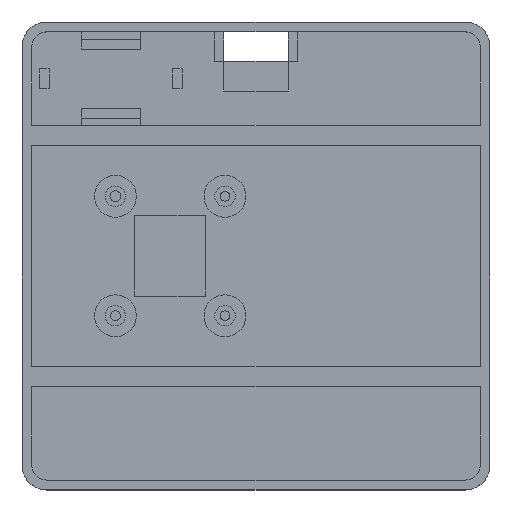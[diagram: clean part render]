
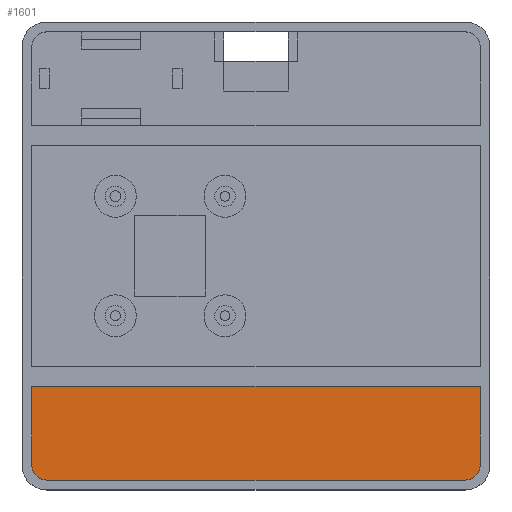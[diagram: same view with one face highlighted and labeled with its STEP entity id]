
A CAD part, top view. The second image highlights one B-rep face of the part: STEP entity #1601.
In plain terms, the highlighted planar face has unit normal (0, 0, 1).
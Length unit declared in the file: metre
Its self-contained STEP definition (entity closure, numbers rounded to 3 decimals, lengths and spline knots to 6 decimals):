
#51=CIRCLE('',#1724,0.003);
#52=CIRCLE('',#1727,0.003);
#253=ORIENTED_EDGE('',*,*,#643,.F.);
#254=ORIENTED_EDGE('',*,*,#637,.T.);
#255=ORIENTED_EDGE('',*,*,#638,.T.);
#256=ORIENTED_EDGE('',*,*,#640,.T.);
#257=ORIENTED_EDGE('',*,*,#642,.T.);
#258=ORIENTED_EDGE('',*,*,#633,.F.);
#633=EDGE_CURVE('',#833,#834,#993,.T.);
#637=EDGE_CURVE('',#835,#836,#997,.T.);
#638=EDGE_CURVE('',#836,#837,#51,.T.);
#640=EDGE_CURVE('',#837,#838,#999,.T.);
#642=EDGE_CURVE('',#838,#834,#52,.T.);
#643=EDGE_CURVE('',#835,#833,#1001,.T.);
#833=VERTEX_POINT('',#2499);
#834=VERTEX_POINT('',#2501);
#835=VERTEX_POINT('',#2507);
#836=VERTEX_POINT('',#2509);
#837=VERTEX_POINT('',#2513);
#838=VERTEX_POINT('',#2517);
#993=LINE('',#2500,#1173);
#997=LINE('',#2510,#1177);
#999=LINE('',#2516,#1179);
#1001=LINE('',#2522,#1181);
#1173=VECTOR('',#1989,1.);
#1177=VECTOR('',#1999,1.);
#1179=VECTOR('',#2007,1.);
#1181=VECTOR('',#2015,1.);
#1290=EDGE_LOOP('',(#253,#254,#255,#256,#257,#258));
#1414=FACE_BOUND('',#1290,.T.);
#1520=PLANE('',#1728);
#1601=ADVANCED_FACE('',(#1414),#1520,.T.);
#1724=AXIS2_PLACEMENT_3D('',#2512,#2002,#2003);
#1727=AXIS2_PLACEMENT_3D('',#2520,#2011,#2012);
#1728=AXIS2_PLACEMENT_3D('',#2521,#2013,#2014);
#1989=DIRECTION('',(0.,-1.,0.));
#1999=DIRECTION('',(0.,-1.,0.));
#2002=DIRECTION('',(0.,0.,1.));
#2003=DIRECTION('',(1.,0.,0.));
#2007=DIRECTION('',(1.,0.,0.));
#2011=DIRECTION('',(0.,0.,1.));
#2012=DIRECTION('',(1.,0.,0.));
#2013=DIRECTION('',(0.,0.,1.));
#2014=DIRECTION('',(1.,0.,0.));
#2015=DIRECTION('',(1.,0.,0.));
#2499=CARTESIAN_POINT('',(0.093,-0.074,0.002));
#2500=CARTESIAN_POINT('',(0.093,-0.0475,0.002));
#2501=CARTESIAN_POINT('',(0.093,-0.09,0.002));
#2507=CARTESIAN_POINT('',(0.002,-0.074,0.002));
#2509=CARTESIAN_POINT('',(0.002,-0.09,0.002));
#2510=CARTESIAN_POINT('',(0.002,-0.0475,0.002));
#2512=CARTESIAN_POINT('',(0.005,-0.09,0.002));
#2513=CARTESIAN_POINT('',(0.005,-0.093,0.002));
#2516=CARTESIAN_POINT('',(0.0475,-0.093,0.002));
#2517=CARTESIAN_POINT('',(0.09,-0.093,0.002));
#2520=CARTESIAN_POINT('',(0.09,-0.09,0.002));
#2521=CARTESIAN_POINT('',(0.0475,-0.0475,0.002));
#2522=CARTESIAN_POINT('',(0.0475,-0.074,0.002));
